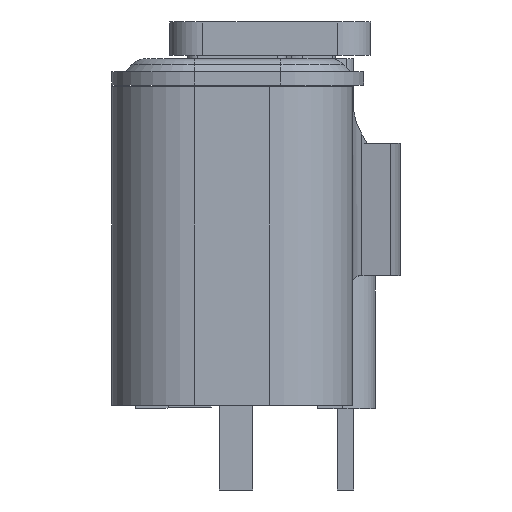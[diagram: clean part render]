
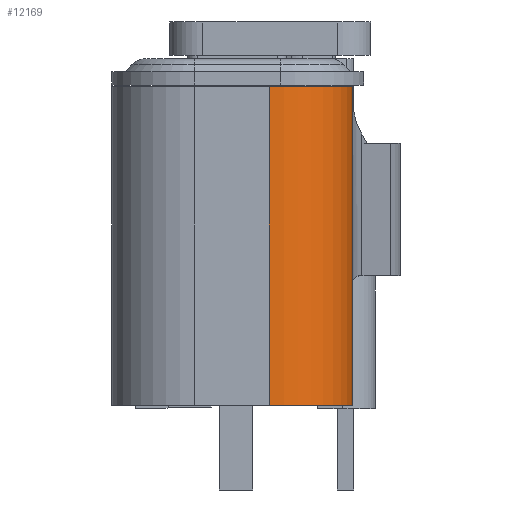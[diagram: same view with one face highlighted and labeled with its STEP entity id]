
A CAD part, left-side view. The second image highlights one B-rep face of the part: STEP entity #12169.
In plain terms, the highlighted cylindrical face has radius 2.5 mm (diameter 5 mm), a partial arc.
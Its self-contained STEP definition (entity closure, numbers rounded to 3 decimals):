
#2101=CARTESIAN_POINT('',(-14.3,-0.225,-3.65));
#2102=DIRECTION('',(0.,0.,-1.));
#2103=DIRECTION('',(0.,-1.,0.));
#2104=AXIS2_PLACEMENT_3D('',#2101,#2102,#2103);
#2274=CARTESIAN_POINT('',(-14.3,-0.225,5.95));
#2275=DIRECTION('',(0.,0.,1.));
#2276=DIRECTION('',(-1.,0.,0.));
#2277=AXIS2_PLACEMENT_3D('',#2274,#2275,#2276);
#2354=DIRECTION('',(0.,0.,-1.));
#2355=VECTOR('',#2354,9.6);
#2356=CARTESIAN_POINT('',(-14.3,-2.725,5.95));
#2357=LINE('',#2356,#2355);
#2358=DIRECTION('',(0.,0.,-1.));
#2359=VECTOR('',#2358,9.6);
#2360=CARTESIAN_POINT('',(-16.8,-0.225,5.95));
#2361=LINE('',#2360,#2359);
#9296=CARTESIAN_POINT('',(-16.8,-0.225,5.95));
#9297=VERTEX_POINT('',#9296);
#9298=CARTESIAN_POINT('',(-14.3,-2.725,5.95));
#9299=VERTEX_POINT('',#9298);
#9328=CARTESIAN_POINT('',(-14.3,-2.725,-3.65));
#9329=CARTESIAN_POINT('',(-16.8,-0.225,-3.65));
#9330=VERTEX_POINT('',#9328);
#9331=VERTEX_POINT('',#9329);
#12157=CARTESIAN_POINT('',(-14.3,-0.225,4.25));
#12158=DIRECTION('',(0.,0.,-1.));
#12159=DIRECTION('',(1.,0.,0.));
#12160=AXIS2_PLACEMENT_3D('',#12157,#12158,#12159);
#12161=CYLINDRICAL_SURFACE('',#12160,2.5);
#12162=ORIENTED_EDGE('',*,*,#11921,.T.);
#12163=ORIENTED_EDGE('',*,*,#11743,.T.);
#12165=ORIENTED_EDGE('',*,*,#12164,.F.);
#12166=ORIENTED_EDGE('',*,*,#12064,.T.);
#12167=EDGE_LOOP('',(#12162,#12163,#12165,#12166));
#12168=FACE_OUTER_BOUND('',#12167,.F.);
#12169=ADVANCED_FACE('',(#12168),#12161,.T.);
#2105=CIRCLE('',#2104,2.5);
#2278=CIRCLE('',#2277,2.5);
#11743=EDGE_CURVE('',#9330,#9331,#2105,.T.);
#11921=EDGE_CURVE('',#9299,#9330,#2357,.T.);
#12064=EDGE_CURVE('',#9297,#9299,#2278,.T.);
#12164=EDGE_CURVE('',#9297,#9331,#2361,.T.);
